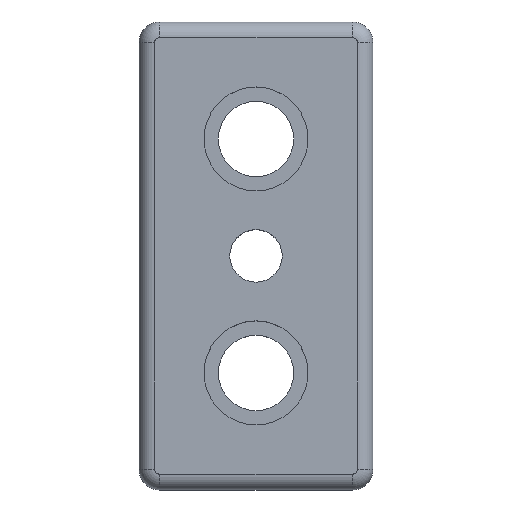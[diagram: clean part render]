
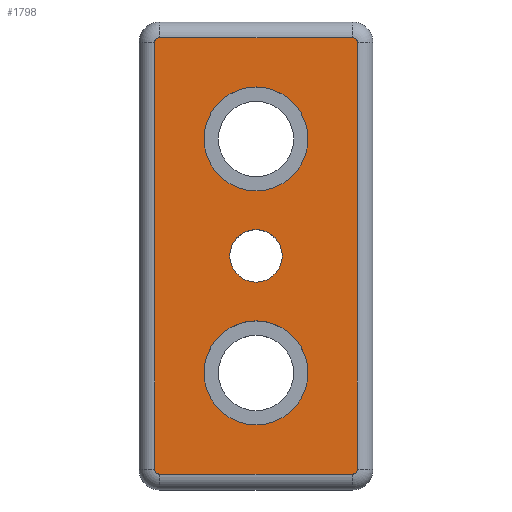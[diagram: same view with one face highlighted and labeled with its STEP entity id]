
A CAD part, top view. The second image highlights one B-rep face of the part: STEP entity #1798.
In plain terms, the highlighted planar face has unit normal (0, 0, 1).
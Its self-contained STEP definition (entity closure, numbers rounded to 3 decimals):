
#13 = CIRCLE ( 'NONE', #2245, 10. ) ;
#81 = DIRECTION ( 'NONE',  ( 0., 1., 0. ) ) ;
#84 = ORIENTED_EDGE ( 'NONE', *, *, #2522, .F. ) ;
#131 = CARTESIAN_POINT ( 'NONE',  ( 0., 0., 16. ) ) ;
#141 = FACE_BOUND ( 'NONE', #1013, .T. ) ;
#176 = CARTESIAN_POINT ( 'NONE',  ( 0., -22.5, 16. ) ) ;
#186 = AXIS2_PLACEMENT_3D ( 'NONE', #176, #1678, #2681 ) ;
#223 = CARTESIAN_POINT ( 'NONE',  ( 18.5, 41., 16. ) ) ;
#246 = CIRCLE ( 'NONE', #1714, 10. ) ;
#302 = VERTEX_POINT ( 'NONE', #1082 ) ;
#312 = DIRECTION ( 'NONE',  ( 0., 0., 1. ) ) ;
#335 = DIRECTION ( 'NONE',  ( 1., 0., 0. ) ) ;
#362 = VERTEX_POINT ( 'NONE', #2795 ) ;
#408 = VERTEX_POINT ( 'NONE', #2379 ) ;
#411 = VERTEX_POINT ( 'NONE', #2151 ) ;
#429 = DIRECTION ( 'NONE',  ( -1., 0., 0. ) ) ;
#469 = LINE ( 'NONE', #3168, #2465 ) ;
#517 = EDGE_CURVE ( 'NONE', #1639, #362, #2214, .T. ) ;
#548 = ORIENTED_EDGE ( 'NONE', *, *, #3120, .T. ) ;
#574 = VERTEX_POINT ( 'NONE', #908 ) ;
#796 = DIRECTION ( 'NONE',  ( 0., 0., 1. ) ) ;
#797 = FACE_BOUND ( 'NONE', #1980, .T. ) ;
#807 = CARTESIAN_POINT ( 'NONE',  ( -10., 22.5, 16. ) ) ;
#813 = DIRECTION ( 'NONE',  ( 0., -1., 0. ) ) ;
#831 = CIRCLE ( 'NONE', #2079, 5.053 ) ;
#856 = CARTESIAN_POINT ( 'NONE',  ( -5.053, 0., 16. ) ) ;
#908 = CARTESIAN_POINT ( 'NONE',  ( -10., -22.5, 16. ) ) ;
#944 = PLANE ( 'NONE',  #1509 ) ;
#964 = DIRECTION ( 'NONE',  ( 0., 0., -1. ) ) ;
#975 = DIRECTION ( 'NONE',  ( -1., 0., 0. ) ) ;
#982 = CIRCLE ( 'NONE', #2448, 1. ) ;
#1013 = EDGE_LOOP ( 'NONE', ( #2559, #2255 ) ) ;
#1055 = ORIENTED_EDGE ( 'NONE', *, *, #517, .F. ) ;
#1057 = CARTESIAN_POINT ( 'NONE',  ( 0., 22.5, 16. ) ) ;
#1058 = CARTESIAN_POINT ( 'NONE',  ( 18.5, -42., 16. ) ) ;
#1061 = EDGE_LOOP ( 'NONE', ( #84, #1885 ) ) ;
#1082 = CARTESIAN_POINT ( 'NONE',  ( 10., -22.5, 16. ) ) ;
#1142 = CIRCLE ( 'NONE', #3173, 1. ) ;
#1155 = DIRECTION ( 'NONE',  ( 1., 0., 0. ) ) ;
#1171 = CIRCLE ( 'NONE', #2292, 1. ) ;
#1172 = VERTEX_POINT ( 'NONE', #1535 ) ;
#1307 = EDGE_CURVE ( 'NONE', #2152, #2623, #1313, .T. ) ;
#1313 = CIRCLE ( 'NONE', #2160, 1. ) ;
#1353 = EDGE_CURVE ( 'NONE', #2687, #1172, #2864, .T. ) ;
#1355 = EDGE_LOOP ( 'NONE', ( #2832, #1520, #2167, #3011, #1055, #1809, #3081, #548 ) ) ;
#1361 = DIRECTION ( 'NONE',  ( -1., 0., 0. ) ) ;
#1362 = CARTESIAN_POINT ( 'NONE',  ( 18.5, 42., 16. ) ) ;
#1458 = FACE_OUTER_BOUND ( 'NONE', #1355, .T. ) ;
#1482 = DIRECTION ( 'NONE',  ( -1., 0., 0. ) ) ;
#1489 = DIRECTION ( 'NONE',  ( 0., 0., 1. ) ) ;
#1509 = AXIS2_PLACEMENT_3D ( 'NONE', #2228, #964, #975 ) ;
#1520 = ORIENTED_EDGE ( 'NONE', *, *, #1307, .T. ) ;
#1535 = CARTESIAN_POINT ( 'NONE',  ( 5.053, 0., 16. ) ) ;
#1550 = CARTESIAN_POINT ( 'NONE',  ( -18.5, -41., 16. ) ) ;
#1571 = VERTEX_POINT ( 'NONE', #807 ) ;
#1585 = DIRECTION ( 'NONE',  ( 1., 0., 0. ) ) ;
#1594 = DIRECTION ( 'NONE',  ( 1., 0., 0. ) ) ;
#1624 = VECTOR ( 'NONE', #81, 1000. ) ;
#1639 = VERTEX_POINT ( 'NONE', #2665 ) ;
#1655 = LINE ( 'NONE', #2584, #2508 ) ;
#1675 = AXIS2_PLACEMENT_3D ( 'NONE', #1057, #796, #2069 ) ;
#1678 = DIRECTION ( 'NONE',  ( 0., 0., 1. ) ) ;
#1714 = AXIS2_PLACEMENT_3D ( 'NONE', #3074, #1489, #1585 ) ;
#1734 = EDGE_CURVE ( 'NONE', #2424, #362, #1142, .T. ) ;
#1766 = CARTESIAN_POINT ( 'NONE',  ( 19.5, 41., 16. ) ) ;
#1782 = DIRECTION ( 'NONE',  ( 0., 0., 1. ) ) ;
#1798 = ADVANCED_FACE ( 'NONE', ( #797, #3063, #141, #1458 ), #944, .F. ) ;
#1809 = ORIENTED_EDGE ( 'NONE', *, *, #2773, .T. ) ;
#1844 = EDGE_CURVE ( 'NONE', #1571, #3156, #246, .T. ) ;
#1854 = CIRCLE ( 'NONE', #1675, 10. ) ;
#1860 = DIRECTION ( 'NONE',  ( 0., 0., 1. ) ) ;
#1885 = ORIENTED_EDGE ( 'NONE', *, *, #2933, .F. ) ;
#1980 = EDGE_LOOP ( 'NONE', ( #2163, #2428 ) ) ;
#2010 = DIRECTION ( 'NONE',  ( 1., 0., 0. ) ) ;
#2029 = DIRECTION ( 'NONE',  ( -1., 0., 0. ) ) ;
#2069 = DIRECTION ( 'NONE',  ( 1., 0., 0. ) ) ;
#2079 = AXIS2_PLACEMENT_3D ( 'NONE', #2253, #1782, #2010 ) ;
#2108 = EDGE_CURVE ( 'NONE', #408, #3048, #2137, .T. ) ;
#2137 = LINE ( 'NONE', #2347, #1624 ) ;
#2151 = CARTESIAN_POINT ( 'NONE',  ( -18.5, -42., 16. ) ) ;
#2152 = VERTEX_POINT ( 'NONE', #1058 ) ;
#2160 = AXIS2_PLACEMENT_3D ( 'NONE', #2578, #1860, #1361 ) ;
#2163 = ORIENTED_EDGE ( 'NONE', *, *, #3134, .F. ) ;
#2167 = ORIENTED_EDGE ( 'NONE', *, *, #2327, .F. ) ;
#2214 = LINE ( 'NONE', #1362, #2519 ) ;
#2219 = DIRECTION ( 'NONE',  ( 0., 0., 1. ) ) ;
#2228 = CARTESIAN_POINT ( 'NONE',  ( 18.5, -41., 16. ) ) ;
#2245 = AXIS2_PLACEMENT_3D ( 'NONE', #2316, #2343, #335 ) ;
#2253 = CARTESIAN_POINT ( 'NONE',  ( 0., 0., 16. ) ) ;
#2255 = ORIENTED_EDGE ( 'NONE', *, *, #1353, .F. ) ;
#2292 = AXIS2_PLACEMENT_3D ( 'NONE', #1550, #312, #2029 ) ;
#2316 = CARTESIAN_POINT ( 'NONE',  ( 0., -22.5, 16. ) ) ;
#2327 = EDGE_CURVE ( 'NONE', #2424, #2623, #1655, .T. ) ;
#2331 = CARTESIAN_POINT ( 'NONE',  ( 19.5, -41., 16. ) ) ;
#2343 = DIRECTION ( 'NONE',  ( 0., 0., 1. ) ) ;
#2347 = CARTESIAN_POINT ( 'NONE',  ( -19.5, -41., 16. ) ) ;
#2379 = CARTESIAN_POINT ( 'NONE',  ( -19.5, -41., 16. ) ) ;
#2424 = VERTEX_POINT ( 'NONE', #1766 ) ;
#2428 = ORIENTED_EDGE ( 'NONE', *, *, #1844, .F. ) ;
#2448 = AXIS2_PLACEMENT_3D ( 'NONE', #3200, #2963, #1482 ) ;
#2450 = EDGE_CURVE ( 'NONE', #1172, #2687, #831, .T. ) ;
#2465 = VECTOR ( 'NONE', #429, 1000. ) ;
#2508 = VECTOR ( 'NONE', #813, 1000. ) ;
#2519 = VECTOR ( 'NONE', #1155, 1000. ) ;
#2522 = EDGE_CURVE ( 'NONE', #302, #574, #13, .T. ) ;
#2559 = ORIENTED_EDGE ( 'NONE', *, *, #2450, .F. ) ;
#2578 = CARTESIAN_POINT ( 'NONE',  ( 18.5, -41., 16. ) ) ;
#2584 = CARTESIAN_POINT ( 'NONE',  ( 19.5, -41., 16. ) ) ;
#2623 = VERTEX_POINT ( 'NONE', #2331 ) ;
#2665 = CARTESIAN_POINT ( 'NONE',  ( -18.5, 42., 16. ) ) ;
#2681 = DIRECTION ( 'NONE',  ( 1., 0., 0. ) ) ;
#2687 = VERTEX_POINT ( 'NONE', #856 ) ;
#2763 = CARTESIAN_POINT ( 'NONE',  ( 10., 22.5, 16. ) ) ;
#2773 = EDGE_CURVE ( 'NONE', #1639, #3048, #982, .T. ) ;
#2795 = CARTESIAN_POINT ( 'NONE',  ( 18.5, 42., 16. ) ) ;
#2827 = DIRECTION ( 'NONE',  ( 0., 0., 1. ) ) ;
#2832 = ORIENTED_EDGE ( 'NONE', *, *, #2911, .F. ) ;
#2864 = CIRCLE ( 'NONE', #2879, 5.053 ) ;
#2879 = AXIS2_PLACEMENT_3D ( 'NONE', #131, #2827, #1594 ) ;
#2911 = EDGE_CURVE ( 'NONE', #2152, #411, #469, .T. ) ;
#2921 = CIRCLE ( 'NONE', #186, 10. ) ;
#2930 = DIRECTION ( 'NONE',  ( -1., 0., 0. ) ) ;
#2933 = EDGE_CURVE ( 'NONE', #574, #302, #2921, .T. ) ;
#2963 = DIRECTION ( 'NONE',  ( 0., 0., 1. ) ) ;
#3011 = ORIENTED_EDGE ( 'NONE', *, *, #1734, .T. ) ;
#3048 = VERTEX_POINT ( 'NONE', #3205 ) ;
#3063 = FACE_BOUND ( 'NONE', #1061, .T. ) ;
#3074 = CARTESIAN_POINT ( 'NONE',  ( 0., 22.5, 16. ) ) ;
#3081 = ORIENTED_EDGE ( 'NONE', *, *, #2108, .F. ) ;
#3120 = EDGE_CURVE ( 'NONE', #408, #411, #1171, .T. ) ;
#3134 = EDGE_CURVE ( 'NONE', #3156, #1571, #1854, .T. ) ;
#3156 = VERTEX_POINT ( 'NONE', #2763 ) ;
#3168 = CARTESIAN_POINT ( 'NONE',  ( 18.5, -42., 16. ) ) ;
#3173 = AXIS2_PLACEMENT_3D ( 'NONE', #223, #2219, #2930 ) ;
#3200 = CARTESIAN_POINT ( 'NONE',  ( -18.5, 41., 16. ) ) ;
#3205 = CARTESIAN_POINT ( 'NONE',  ( -19.5, 41., 16. ) ) ;
